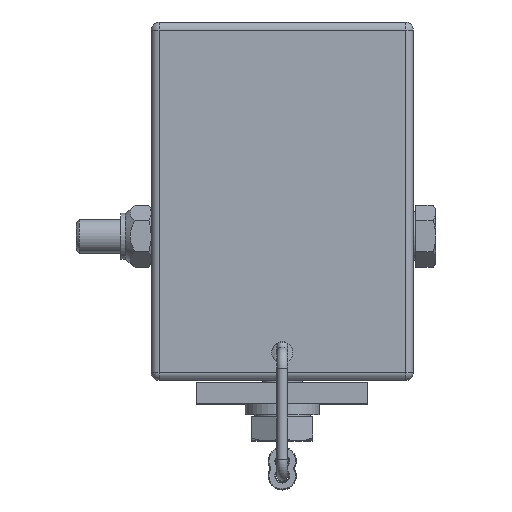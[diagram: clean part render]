
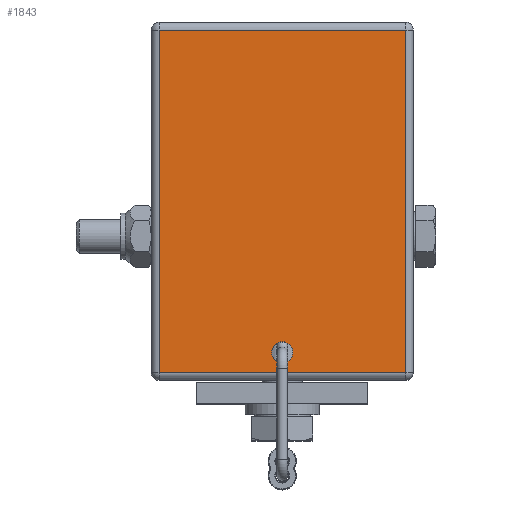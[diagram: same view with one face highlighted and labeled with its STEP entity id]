
A CAD part, top view. The second image highlights one B-rep face of the part: STEP entity #1843.
In plain terms, the highlighted face is planar.
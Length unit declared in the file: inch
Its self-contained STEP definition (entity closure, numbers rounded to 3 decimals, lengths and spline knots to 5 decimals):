
#246=CARTESIAN_POINT('',(1.40625,0.3275,-0.25));
#247=VERTEX_POINT('',#246);
#248=CARTESIAN_POINT('',(1.53125,0.3275,-0.25));
#249=DIRECTION('',(0.0,0.0,1.0));
#250=DIRECTION('',(-1.0,0.0,0.0));
#251=AXIS2_PLACEMENT_3D('',#248,#249,#250);
#252=CIRCLE('',#251,0.125);
#253=EDGE_CURVE('',#247,#247,#252,.T.);
#1503=CARTESIAN_POINT('',(0.09375,0.09375,-0.25));
#1504=VERTEX_POINT('',#1503);
#1512=CARTESIAN_POINT('',(2.96875,0.09375,-0.25));
#1513=VERTEX_POINT('',#1512);
#1514=CARTESIAN_POINT('',(0.09375,0.09375,-0.25));
#1515=DIRECTION('',(1.0,0.0,0.0));
#1516=VECTOR('',#1515,2.875);
#1517=LINE('',#1514,#1516);
#1518=EDGE_CURVE('',#1504,#1513,#1517,.T.);
#1552=CARTESIAN_POINT('',(2.96875,4.09375,-0.25));
#1553=VERTEX_POINT('',#1552);
#1554=CARTESIAN_POINT('',(2.96875,0.09375,-0.25));
#1555=DIRECTION('',(0.0,1.0,0.0));
#1556=VECTOR('',#1555,4.0);
#1557=LINE('',#1554,#1556);
#1558=EDGE_CURVE('',#1513,#1553,#1557,.T.);
#1592=CARTESIAN_POINT('',(0.09375,4.09375,-0.25));
#1593=VERTEX_POINT('',#1592);
#1594=CARTESIAN_POINT('',(2.96875,4.09375,-0.25));
#1595=DIRECTION('',(-1.0,0.0,0.0));
#1596=VECTOR('',#1595,2.875);
#1597=LINE('',#1594,#1596);
#1598=EDGE_CURVE('',#1553,#1593,#1597,.T.);
#1649=CARTESIAN_POINT('',(0.09375,4.09375,-0.25));
#1650=DIRECTION('',(0.0,-1.0,0.0));
#1651=VECTOR('',#1650,4.0);
#1652=LINE('',#1649,#1651);
#1653=EDGE_CURVE('',#1593,#1504,#1652,.T.);
#1829=CARTESIAN_POINT('',(1.53125,2.09375,-0.25));
#1830=DIRECTION('',(0.0,0.0,1.0));
#1831=DIRECTION('',(1.0,0.0,0.0));
#1832=AXIS2_PLACEMENT_3D('',#1829,#1830,#1831);
#1833=PLANE('',#1832);
#1834=ORIENTED_EDGE('',*,*,#1518,.F.);
#1835=ORIENTED_EDGE('',*,*,#1653,.F.);
#1836=ORIENTED_EDGE('',*,*,#1598,.F.);
#1837=ORIENTED_EDGE('',*,*,#1558,.F.);
#1838=EDGE_LOOP('',(#1834,#1835,#1836,#1837));
#1839=FACE_OUTER_BOUND('',#1838,.T.);
#1840=ORIENTED_EDGE('',*,*,#253,.T.);
#1841=EDGE_LOOP('',(#1840));
#1842=FACE_BOUND('',#1841,.T.);
#1843=ADVANCED_FACE('',(#1839,#1842),#1833,.F.);
